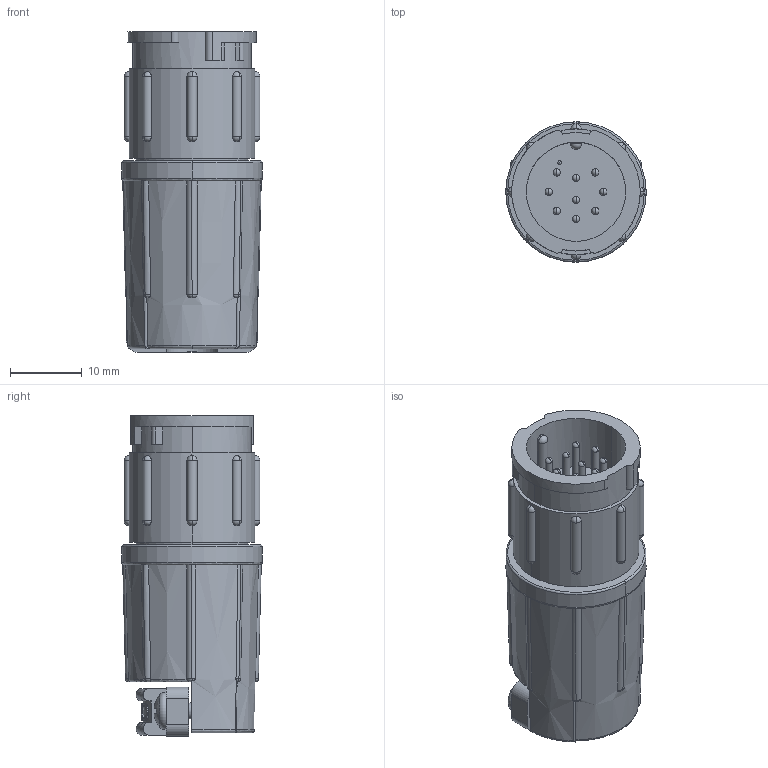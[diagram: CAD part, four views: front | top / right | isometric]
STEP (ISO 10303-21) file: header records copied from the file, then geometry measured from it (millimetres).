
FILE_DESCRIPTION (( 'STEP AP203' ), '1' );
FILE_NAME ('5280-9PG-530.STEP', '2012-11-15T16:48:09', ( '21FPBF1' ), ( 'Conxall' ), 'SwSTEP 2.0', 'SolidWorks 2012', '' );
FILE_SCHEMA (( 'CONFIG_CONTROL_DESIGN' ));
Length unit declared in the file: inch
Products named in the file (1): 5280-9PG-530
Bounding box: 19.56 x 19.56 x 44.73 mm (x, y, z)
Volume: 9249.5 mm3; surface area: 4433.8 mm2
Topology: 1 solids, 1 shells, 317 faces, 901 edges, 581 vertices
Faces by surface type: plane 111, cylinder 79, sphere 56, torus 32, bspline 20, cone 19
Entity records: 11366 total; most frequent: CARTESIAN_POINT 3764, ORIENTED_EDGE 1664, DIRECTION 1494, EDGE_CURVE 832, AXIS2_PLACEMENT_3D 619, VERTEX_POINT 546, EDGE_LOOP 348, CIRCLE 321
